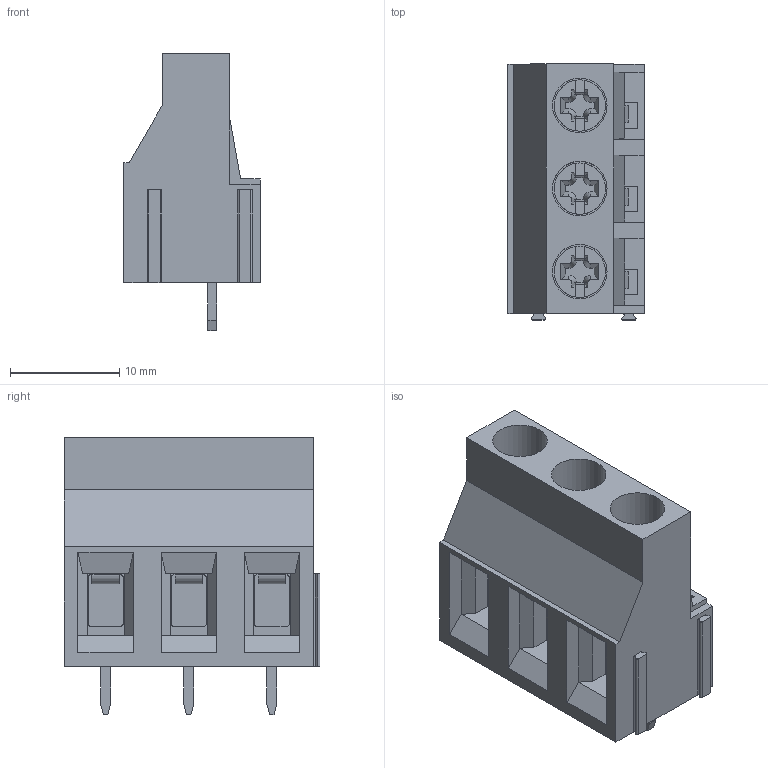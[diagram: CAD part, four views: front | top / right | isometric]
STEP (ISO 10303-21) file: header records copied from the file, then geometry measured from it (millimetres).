
FILE_DESCRIPTION(('STEP AP214'),'1');
FILE_NAME('MV473-7,62-V.stp','2021-06-21T07:12:45',(' '),(' '),'Spatial InterOp 3D',' ',' ');
FILE_SCHEMA(('automotive_design'));
Length unit declared in the file: metre
Products named in the file (1): 1
Bounding box: 12.5 x 23.46 x 25.4 mm (x, y, z)
Volume: 4035.4 mm3; surface area: 2733.6 mm2
Topology: 1 solids, 1 shells, 295 faces, 816 edges, 541 vertices
Faces by surface type: plane 241, cylinder 41, cone 12, extrusion 1
Full cylindrical faces by diameter (mm): 4.7 x3, 5 x3
Entity records: 11617 total; most frequent: CARTESIAN_POINT 1653, ORIENTED_EDGE 1608, DIRECTION 1508, EDGE_CURVE 804, VECTOR 688, LINE 687, VERTEX_POINT 535, AXIS2_PLACEMENT_3D 410
